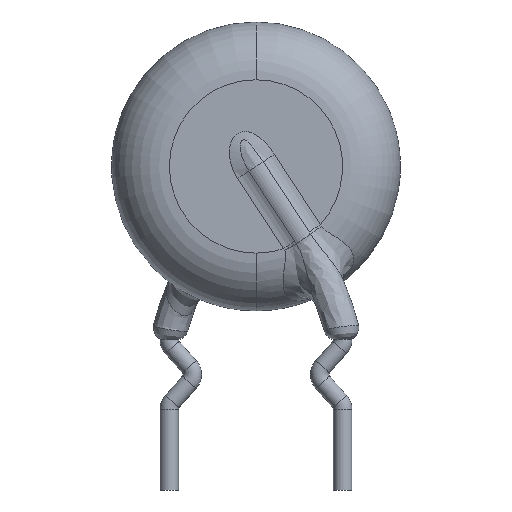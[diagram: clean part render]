
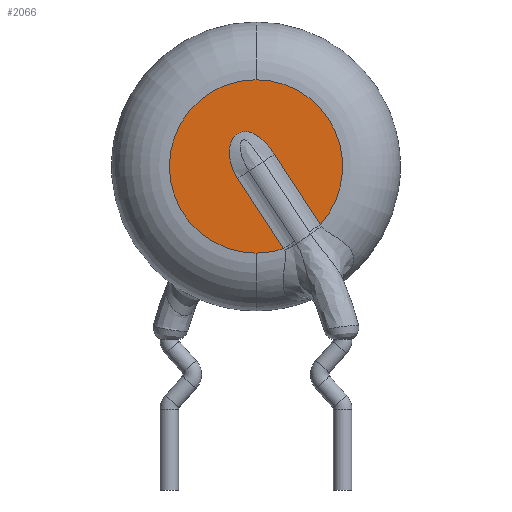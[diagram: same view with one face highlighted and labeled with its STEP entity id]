
A CAD part, front view. The second image highlights one B-rep face of the part: STEP entity #2066.
In plain terms, the highlighted planar face has unit normal (0, -1, 0).
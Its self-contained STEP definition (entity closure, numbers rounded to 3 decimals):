
#261 = EDGE_LOOP ( 'NONE', ( #7385, #15395, #3859, #2332, #366, #7812 ) ) ;
#276 = CIRCLE ( 'NONE', #2466, 3.75 ) ;
#366 = ORIENTED_EDGE ( 'NONE', *, *, #2802, .F. ) ;
#529 = EDGE_CURVE ( 'NONE', #11221, #14344, #11876, .T. ) ;
#799 = CARTESIAN_POINT ( 'NONE',  ( 0., -2.5, 7.5 ) ) ;
#1070 = CARTESIAN_POINT ( 'NONE',  ( -1.134, -2.5, 7.765 ) ) ;
#1211 = DIRECTION ( 'NONE',  ( 0., 1., 0. ) ) ;
#1334 = CARTESIAN_POINT ( 'NONE',  ( -0.7, -2.5, 8.978 ) ) ;
#1392 = CARTESIAN_POINT ( 'NONE',  ( -0.799, -2.5, 6.976 ) ) ;
#1427 = CARTESIAN_POINT ( 'NONE',  ( 1.189, -2.5, 3.944 ) ) ;
#1601 = AXIS2_PLACEMENT_3D ( 'NONE', #799, #9799, #12340 ) ;
#1981 = CARTESIAN_POINT ( 'NONE',  ( 0., -2.5, 3.75 ) ) ;
#2066 = ADVANCED_FACE ( 'NONE', ( #2325 ), #6146, .F. ) ;
#2137 = CIRCLE ( 'NONE', #1601, 3.75 ) ;
#2325 = FACE_OUTER_BOUND ( 'NONE', #261, .T. ) ;
#2332 = ORIENTED_EDGE ( 'NONE', *, *, #10520, .F. ) ;
#2421 = DIRECTION ( 'NONE',  ( 0.548, 0., -0.836 ) ) ;
#2466 = AXIS2_PLACEMENT_3D ( 'NONE', #10848, #3156, #11952 ) ;
#2514 = CIRCLE ( 'NONE', #6568, 3.75 ) ;
#2617 = CARTESIAN_POINT ( 'NONE',  ( -0.894, -2.5, 7.121 ) ) ;
#2786 = CARTESIAN_POINT ( 'NONE',  ( 0.704, -2.5, 8.168 ) ) ;
#2802 = EDGE_CURVE ( 'NONE', #3249, #7567, #2137, .T. ) ;
#2932 = DIRECTION ( 'NONE',  ( -0.548, 0., 0.836 ) ) ;
#3156 = DIRECTION ( 'NONE',  ( 0., 1., 0. ) ) ;
#3249 = VERTEX_POINT ( 'NONE', #1427 ) ;
#3624 = VERTEX_POINT ( 'NONE', #14544 ) ;
#3713 = LINE ( 'NONE', #5158, #5053 ) ;
#3859 = ORIENTED_EDGE ( 'NONE', *, *, #6408, .F. ) ;
#4111 = CARTESIAN_POINT ( 'NONE',  ( 0.799, -2.5, 8.024 ) ) ;
#5021 = CARTESIAN_POINT ( 'NONE',  ( -1.069, -2.5, 8.616 ) ) ;
#5053 = VECTOR ( 'NONE', #2421, 1000. ) ;
#5104 = CARTESIAN_POINT ( 'NONE',  ( -1.092, -2.5, 7.595 ) ) ;
#5158 = CARTESIAN_POINT ( 'NONE',  ( 0.799, -2.5, 8.024 ) ) ;
#6146 = PLANE ( 'NONE',  #6736 ) ;
#6265 = CARTESIAN_POINT ( 'NONE',  ( -1.168, -2.5, 8.107 ) ) ;
#6291 = VECTOR ( 'NONE', #2932, 1000. ) ;
#6357 = CARTESIAN_POINT ( 'NONE',  ( -0.028, -2.5, 8.889 ) ) ;
#6408 = EDGE_CURVE ( 'NONE', #3624, #11442, #276, .T. ) ;
#6568 = AXIS2_PLACEMENT_3D ( 'NONE', #8505, #13611, #7180 ) ;
#6736 = AXIS2_PLACEMENT_3D ( 'NONE', #16415, #1211, #16767 ) ;
#6956 = EDGE_CURVE ( 'NONE', #3249, #11221, #13085, .T. ) ;
#7052 = CARTESIAN_POINT ( 'NONE',  ( 2.787, -2.5, 4.991 ) ) ;
#7096 = CARTESIAN_POINT ( 'NONE',  ( -0.799, -2.5, 6.976 ) ) ;
#7180 = DIRECTION ( 'NONE',  ( 0., 0., 1. ) ) ;
#7385 = ORIENTED_EDGE ( 'NONE', *, *, #529, .T. ) ;
#7567 = VERTEX_POINT ( 'NONE', #1981 ) ;
#7606 = CARTESIAN_POINT ( 'NONE',  ( -0.799, -2.5, 6.976 ) ) ;
#7812 = ORIENTED_EDGE ( 'NONE', *, *, #6956, .T. ) ;
#8505 = CARTESIAN_POINT ( 'NONE',  ( 0., -2.5, 7.5 ) ) ;
#9799 = DIRECTION ( 'NONE',  ( 0., 1., 0. ) ) ;
#10164 = CARTESIAN_POINT ( 'NONE',  ( -0.779, -2.5, 8.939 ) ) ;
#10248 = CARTESIAN_POINT ( 'NONE',  ( 0.601, -2.5, 8.306 ) ) ;
#10520 = EDGE_CURVE ( 'NONE', #7567, #3624, #2514, .T. ) ;
#10579 = CARTESIAN_POINT ( 'NONE',  ( 0.799, -2.5, 8.024 ) ) ;
#10848 = CARTESIAN_POINT ( 'NONE',  ( 0., -2.5, 7.5 ) ) ;
#11221 = VERTEX_POINT ( 'NONE', #7096 ) ;
#11442 = VERTEX_POINT ( 'NONE', #7052 ) ;
#11506 = CARTESIAN_POINT ( 'NONE',  ( 0.25, -2.5, 8.686 ) ) ;
#11876 = B_SPLINE_CURVE_WITH_KNOTS ( 'NONE', 3,
 ( #7606, #2617, #15283, #5104, #1070, #6265, #14137, #5021, #12950, #10164, #1334, #15370, #14049, #12792, #6357, #11506, #16717, #10248, #2786, #10579 ),
 .UNSPECIFIED., .F., .F.,
 ( 4, 2, 2, 2, 2, 2, 2, 2, 2, 4 ),
 ( 0., 0.001, 0.001, 0.002, 0.002, 0.002, 0.003, 0.003, 0.004, 0.004 ),
 .UNSPECIFIED. ) ;
#11952 = DIRECTION ( 'NONE',  ( 0., 0., 1. ) ) ;
#12217 = EDGE_CURVE ( 'NONE', #14344, #11442, #3713, .T. ) ;
#12340 = DIRECTION ( 'NONE',  ( 0., 0., 1. ) ) ;
#12792 = CARTESIAN_POINT ( 'NONE',  ( -0.185, -2.5, 8.973 ) ) ;
#12950 = CARTESIAN_POINT ( 'NONE',  ( -0.983, -2.5, 8.778 ) ) ;
#13085 = LINE ( 'NONE', #1392, #6291 ) ;
#13611 = DIRECTION ( 'NONE',  ( 0., 1., 0. ) ) ;
#14049 = CARTESIAN_POINT ( 'NONE',  ( -0.441, -2.5, 9.017 ) ) ;
#14137 = CARTESIAN_POINT ( 'NONE',  ( -1.16, -2.5, 8.283 ) ) ;
#14344 = VERTEX_POINT ( 'NONE', #4111 ) ;
#14544 = CARTESIAN_POINT ( 'NONE',  ( 0., -2.5, 11.25 ) ) ;
#15283 = CARTESIAN_POINT ( 'NONE',  ( -0.972, -2.5, 7.274 ) ) ;
#15370 = CARTESIAN_POINT ( 'NONE',  ( -0.53, -2.5, 9.017 ) ) ;
#15395 = ORIENTED_EDGE ( 'NONE', *, *, #12217, .T. ) ;
#16415 = CARTESIAN_POINT ( 'NONE',  ( 0., -2.5, 7.5 ) ) ;
#16717 = CARTESIAN_POINT ( 'NONE',  ( 0.375, -2.5, 8.564 ) ) ;
#16767 = DIRECTION ( 'NONE',  ( 0., 0., 1. ) ) ;
